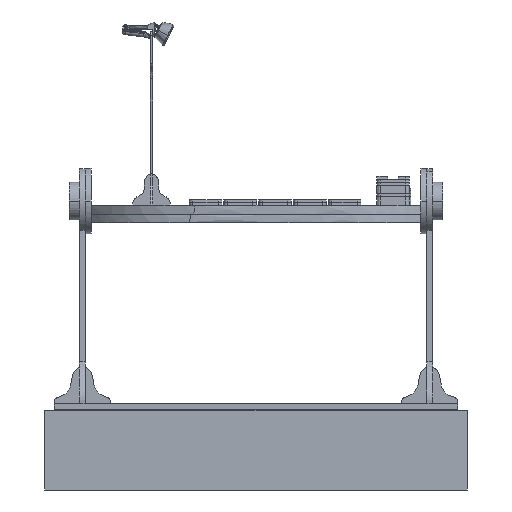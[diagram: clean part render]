
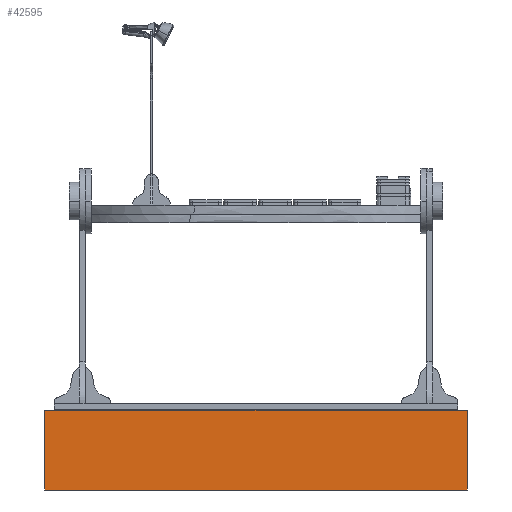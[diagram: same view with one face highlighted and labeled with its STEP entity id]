
A CAD part, front view. The second image highlights one B-rep face of the part: STEP entity #42595.
In plain terms, the highlighted planar face has unit normal (0, -1, 0).
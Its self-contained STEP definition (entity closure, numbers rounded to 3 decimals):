
#42477=CARTESIAN_POINT('Line Origine',(394.,-83.5,-326.)) ;
#42481=CARTESIAN_POINT('Vertex',(394.,-83.5,-381.)) ;
#42483=CARTESIAN_POINT('Vertex',(394.,-83.5,-271.)) ;
#42552=CARTESIAN_POINT('Vertex',(-189.5,-83.5,-381.)) ;
#42555=CARTESIAN_POINT('Line Origine',(-189.5,-83.5,-326.)) ;
#42559=CARTESIAN_POINT('Vertex',(-189.5,-83.5,-271.)) ;
#42574=CARTESIAN_POINT('Axis2P3D Location',(-189.5,-83.5,-381.)) ;
#42579=CARTESIAN_POINT('Line Origine',(102.25,-83.5,-381.)) ;
#42584=CARTESIAN_POINT('Line Origine',(102.25,-83.5,-271.)) ;
#42478=DIRECTION('Vector Direction',(0.,0.,1.)) ;
#42556=DIRECTION('Vector Direction',(0.,0.,1.)) ;
#42575=DIRECTION('Axis2P3D Direction',(0.,-1.,0.)) ;
#42576=DIRECTION('Axis2P3D XDirection',(1.,0.,0.)) ;
#42580=DIRECTION('Vector Direction',(1.,0.,0.)) ;
#42585=DIRECTION('Vector Direction',(1.,0.,0.)) ;
#42577=AXIS2_PLACEMENT_3D('Plane Axis2P3D',#42574,#42575,#42576) ;
#42590=ORIENTED_EDGE('',*,*,#42561,.F.) ;
#42591=ORIENTED_EDGE('',*,*,#42583,.T.) ;
#42592=ORIENTED_EDGE('',*,*,#42485,.T.) ;
#42593=ORIENTED_EDGE('',*,*,#42588,.F.) ;
#42479=VECTOR('Line Direction',#42478,1.) ;
#42557=VECTOR('Line Direction',#42556,1.) ;
#42581=VECTOR('Line Direction',#42580,1.) ;
#42586=VECTOR('Line Direction',#42585,1.) ;
#42595=ADVANCED_FACE('\X2\96F64EF651E04F554F53\X0\',(#42594),#42578,.T.) ;
#42485=EDGE_CURVE('',#42482,#42484,#42480,.T.) ;
#42561=EDGE_CURVE('',#42553,#42560,#42558,.T.) ;
#42583=EDGE_CURVE('',#42553,#42482,#42582,.T.) ;
#42588=EDGE_CURVE('',#42560,#42484,#42587,.T.) ;
#42589=EDGE_LOOP('',(#42590,#42591,#42592,#42593)) ;
#42594=FACE_OUTER_BOUND('',#42589,.T.) ;
#42480=LINE('Line',#42477,#42479) ;
#42558=LINE('Line',#42555,#42557) ;
#42582=LINE('Line',#42579,#42581) ;
#42587=LINE('Line',#42584,#42586) ;
#42578=PLANE('',#42577) ;
#42482=VERTEX_POINT('',#42481) ;
#42484=VERTEX_POINT('',#42483) ;
#42553=VERTEX_POINT('',#42552) ;
#42560=VERTEX_POINT('',#42559) ;
